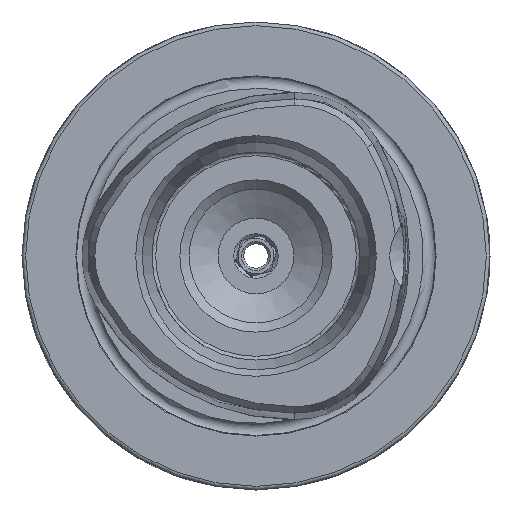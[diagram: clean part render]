
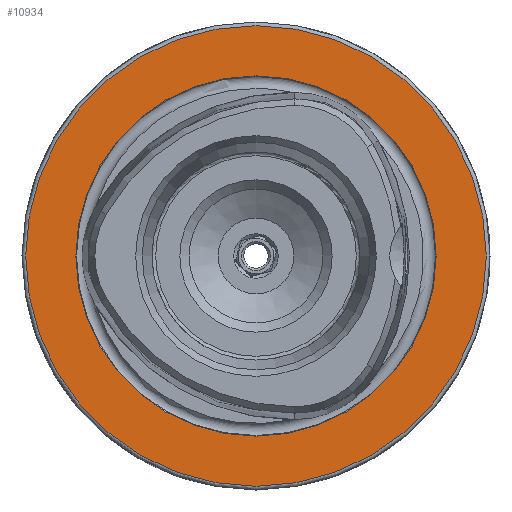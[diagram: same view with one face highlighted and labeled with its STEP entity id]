
A CAD part, left-side view. The second image highlights one B-rep face of the part: STEP entity #10934.
In plain terms, the highlighted planar face has unit normal (-1, 0, 0).
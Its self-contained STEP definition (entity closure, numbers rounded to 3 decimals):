
#3 = ORIENTED_EDGE ( 'NONE', *, *, #11564, .F. ) ;
#465 = DIRECTION ( 'NONE',  ( 0., 0., 1. ) ) ;
#600 = CARTESIAN_POINT ( 'NONE',  ( 0., 0., 0. ) ) ;
#1126 = CIRCLE ( 'NONE', #3147, 24.25 ) ;
#2051 = VERTEX_POINT ( 'NONE', #4876 ) ;
#2961 = CARTESIAN_POINT ( 'NONE',  ( 0., 24.25, 0. ) ) ;
#3106 = EDGE_LOOP ( 'NONE', ( #3 ) ) ;
#3147 = AXIS2_PLACEMENT_3D ( 'NONE', #600, #11527, #3868 ) ;
#3203 = EDGE_CURVE ( 'NONE', #5625, #5625, #6442, .T. ) ;
#3868 = DIRECTION ( 'NONE',  ( 0., 0., 1. ) ) ;
#4876 = CARTESIAN_POINT ( 'NONE',  ( 0., 0., 24.25 ) ) ;
#4907 = EDGE_LOOP ( 'NONE', ( #11286 ) ) ;
#5625 = VERTEX_POINT ( 'NONE', #13370 ) ;
#6442 = CIRCLE ( 'NONE', #7747, 31. ) ;
#7282 = DIRECTION ( 'NONE',  ( 0., 0., -1. ) ) ;
#7747 = AXIS2_PLACEMENT_3D ( 'NONE', #9145, #12287, #465 ) ;
#9145 = CARTESIAN_POINT ( 'NONE',  ( 0., 0., 0. ) ) ;
#9337 = PLANE ( 'NONE',  #11220 ) ;
#10482 = DIRECTION ( 'NONE',  ( 1., 0., 0. ) ) ;
#10532 = FACE_BOUND ( 'NONE', #3106, .T. ) ;
#10934 = ADVANCED_FACE ( 'NONE', ( #10532, #13441 ), #9337, .F. ) ;
#11220 = AXIS2_PLACEMENT_3D ( 'NONE', #2961, #10482, #7282 ) ;
#11286 = ORIENTED_EDGE ( 'NONE', *, *, #3203, .T. ) ;
#11527 = DIRECTION ( 'NONE',  ( -1., 0., 0. ) ) ;
#11564 = EDGE_CURVE ( 'NONE', #2051, #2051, #1126, .T. ) ;
#12287 = DIRECTION ( 'NONE',  ( -1., 0., 0. ) ) ;
#13370 = CARTESIAN_POINT ( 'NONE',  ( 0., 0., 31. ) ) ;
#13441 = FACE_OUTER_BOUND ( 'NONE', #4907, .T. ) ;
